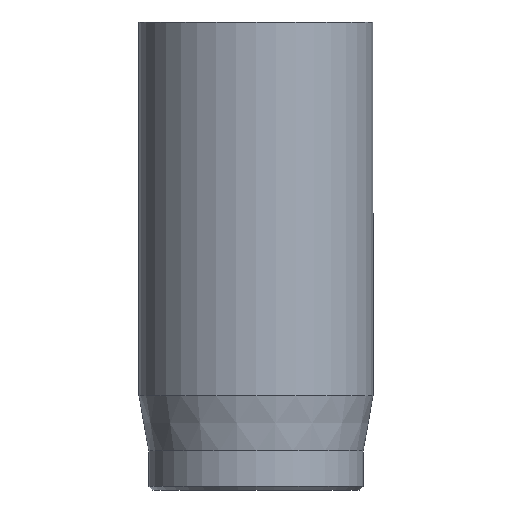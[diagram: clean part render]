
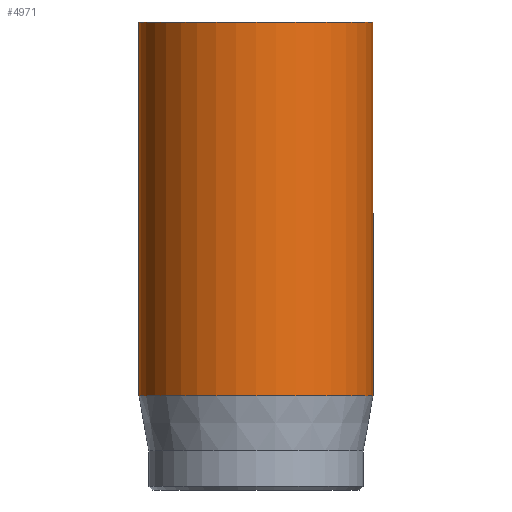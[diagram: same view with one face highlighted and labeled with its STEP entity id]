
A CAD part, front view. The second image highlights one B-rep face of the part: STEP entity #4971.
In plain terms, the highlighted cylindrical face has radius 3 mm (diameter 6 mm), a full revolution.
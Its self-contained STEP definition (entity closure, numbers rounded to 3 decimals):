
#646=CYLINDRICAL_SURFACE('',#5163,3.);
#903=FACE_OUTER_BOUND('',#1207,.T.);
#1207=EDGE_LOOP('',(#4600,#4601,#4602,#4603,#4604));
#1578=LINE('',#9405,#1955);
#1955=VECTOR('',#5766,3.);
#1990=CIRCLE('',#5142,3.);
#1996=CIRCLE('',#5161,3.);
#1997=CIRCLE('',#5162,3.);
#2465=VERTEX_POINT('',#9371);
#2471=VERTEX_POINT('',#9399);
#2472=VERTEX_POINT('',#9400);
#3177=EDGE_CURVE('',#2465,#2465,#1990,.T.);
#3186=EDGE_CURVE('',#2471,#2472,#1996,.T.);
#3187=EDGE_CURVE('',#2472,#2471,#1997,.T.);
#3189=EDGE_CURVE('',#2465,#2471,#1578,.T.);
#4600=ORIENTED_EDGE('',*,*,#3177,.T.);
#4601=ORIENTED_EDGE('',*,*,#3189,.T.);
#4602=ORIENTED_EDGE('',*,*,#3186,.T.);
#4603=ORIENTED_EDGE('',*,*,#3187,.T.);
#4604=ORIENTED_EDGE('',*,*,#3189,.F.);
#4971=ADVANCED_FACE('',(#903),#646,.T.);
#5142=AXIS2_PLACEMENT_3D('',#9372,#5718,#5719);
#5161=AXIS2_PLACEMENT_3D('',#9401,#5759,#5760);
#5162=AXIS2_PLACEMENT_3D('',#9402,#5761,#5762);
#5163=AXIS2_PLACEMENT_3D('',#9404,#5764,#5765);
#5718=DIRECTION('center_axis',(0.,0.,-1.));
#5719=DIRECTION('ref_axis',(-1.,0.,0.));
#5759=DIRECTION('center_axis',(0.,0.,1.));
#5760=DIRECTION('ref_axis',(-1.,0.,0.));
#5761=DIRECTION('center_axis',(0.,0.,1.));
#5762=DIRECTION('ref_axis',(-1.,0.,0.));
#5764=DIRECTION('center_axis',(0.,0.,1.));
#5765=DIRECTION('ref_axis',(-1.,0.,0.));
#5766=DIRECTION('',(0.,0.,-1.));
#9371=CARTESIAN_POINT('',(3.,0.,12.));
#9372=CARTESIAN_POINT('Origin',(0.,0.,12.));
#9399=CARTESIAN_POINT('',(3.,0.,2.418));
#9400=CARTESIAN_POINT('',(-3.,0.,2.418));
#9401=CARTESIAN_POINT('Origin',(0.,0.,2.418));
#9402=CARTESIAN_POINT('Origin',(0.,0.,2.418));
#9404=CARTESIAN_POINT('Origin',(0.,0.,0.));
#9405=CARTESIAN_POINT('',(3.,0.,0.));
